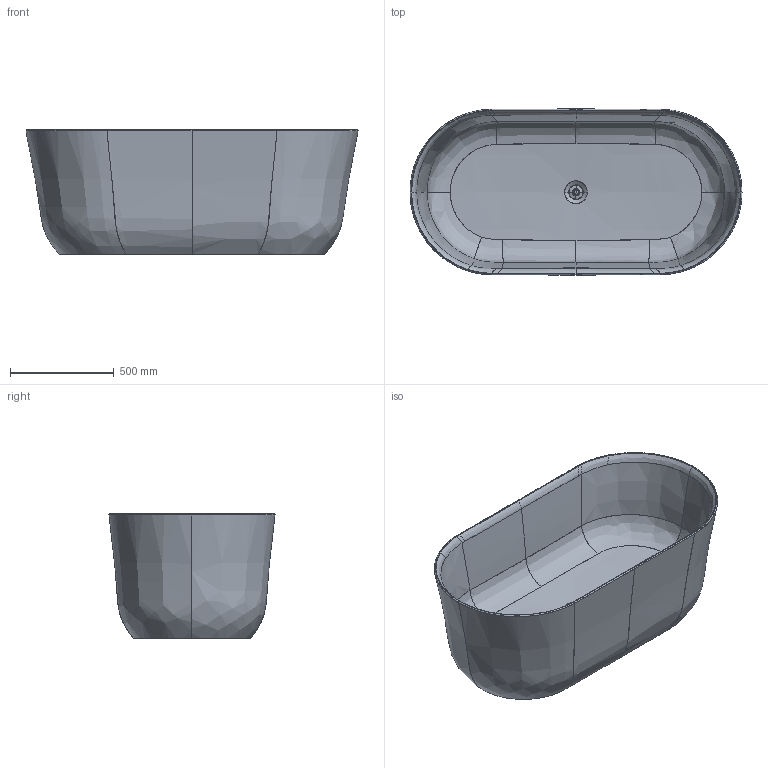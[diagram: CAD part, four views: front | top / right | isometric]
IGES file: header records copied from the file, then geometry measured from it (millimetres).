
Global section: file name: 84H700516.igs; native system: Rhinoceros ( Sep 13 2016 ); preprocessor: Trout Lake IGES 012 Sep 13 2016; date: 220210.083558; units: millimetre
Bounding box: 1600.43 x 800.47 x 600.02 mm (x, y, z)
Surface area: 6627162.4 mm2 (no closed solid volume)
Topology: 0 solids, 0 shells, 277 faces, 2289 edges, 2285 vertices
Faces by surface type: bspline 277
